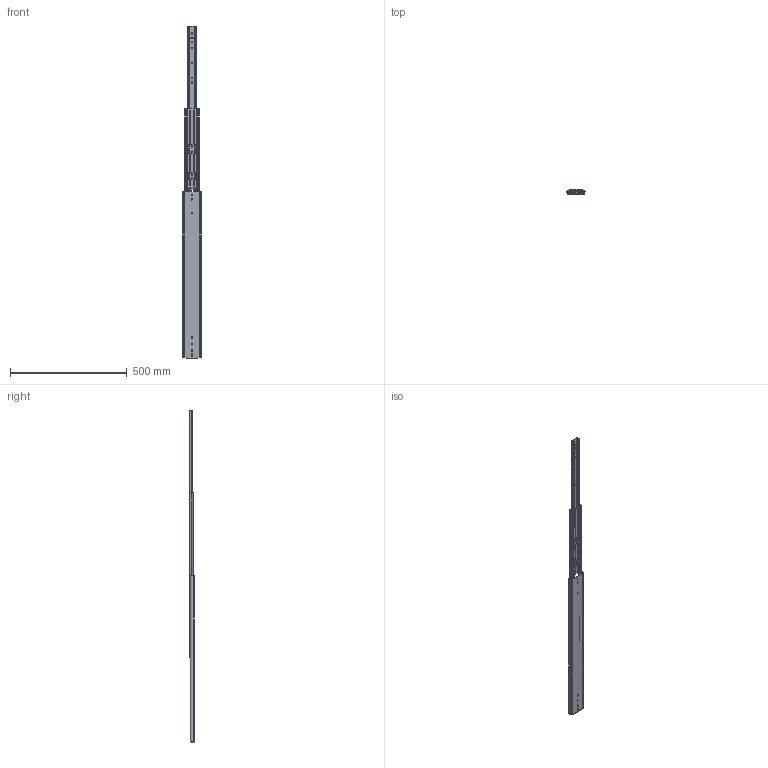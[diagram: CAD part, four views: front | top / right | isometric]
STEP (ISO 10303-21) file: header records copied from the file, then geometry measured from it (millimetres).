
FILE_DESCRIPTION (( 'STEP AP214' ), '1' );
FILE_NAME ('3080-700-Rollco.step', '2023-11-07T13:17:57', ( '' ), ( '' ), 'SwSTEP 2.0', 'SolidWorks 2010', '' );
FILE_SCHEMA (( 'AUTOMOTIVE_DESIGN' ));
Length unit declared in the file: millimetre
Products named in the file (4): Outer_Profile-3080-700-Rollco_3080-700-Rollco; Middle_Profile-3080-700-Rollco_3080-700-Rollco; Inner_Profile-3080-700-Rollco_3080-700-Rollco; 3080-700-Rollco
Assembly tree (3 placements, depth 2):
  3080-700-Rollco
    Inner_Profile-3080-700-Rollco_3080-700-Rollco
    Middle_Profile-3080-700-Rollco_3080-700-Rollco
    Outer_Profile-3080-700-Rollco_3080-700-Rollco
Bounding box: 77.15 x 19.3 x 1422.2 mm (x, y, z)
Volume: 469520.4 mm3; surface area: 413668.4 mm2
Topology: 3 solids, 3 shells, 236 faces, 708 edges, 472 vertices
Faces by surface type: cylinder 150, plane 86
Entity records: 10934 total; most frequent: DIRECTION 1492, CARTESIAN_POINT 1422, ORIENTED_EDGE 1416, EDGE_CURVE 708, AXIS2_PLACEMENT_3D 542, VERTEX_POINT 472, VECTOR 408, LINE 408
